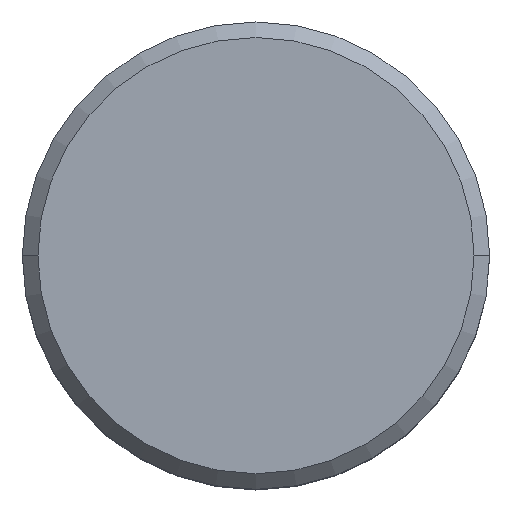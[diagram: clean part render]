
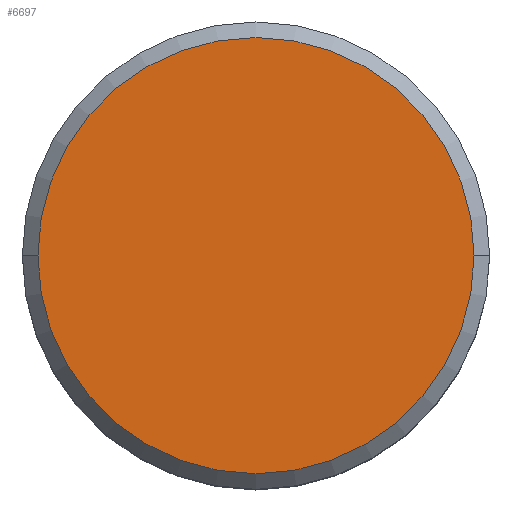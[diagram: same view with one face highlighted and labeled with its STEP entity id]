
A CAD part, top view. The second image highlights one B-rep face of the part: STEP entity #6697.
In plain terms, the highlighted planar face has unit normal (0, 0, 1).
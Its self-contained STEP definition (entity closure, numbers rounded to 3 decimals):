
#279 = CARTESIAN_POINT ( 'NONE',  ( 0., 0., 18.5 ) ) ;
#310 = AXIS2_PLACEMENT_3D ( 'NONE', #486, #4486, #1732 ) ;
#486 = CARTESIAN_POINT ( 'NONE',  ( 0., 0., 18.5 ) ) ;
#544 = EDGE_CURVE ( 'NONE', #2791, #6801, #7176, .T. ) ;
#601 = CARTESIAN_POINT ( 'NONE',  ( 14., 0., 18.5 ) ) ;
#1112 = EDGE_LOOP ( 'NONE', ( #5789, #4171 ) ) ;
#1560 = AXIS2_PLACEMENT_3D ( 'NONE', #2777, #6148, #2009 ) ;
#1670 = FACE_OUTER_BOUND ( 'NONE', #1112, .T. ) ;
#1690 = EDGE_CURVE ( 'NONE', #6801, #2791, #6894, .T. ) ;
#1732 = DIRECTION ( 'NONE',  ( -1., 0., 0. ) ) ;
#2009 = DIRECTION ( 'NONE',  ( -1., 0., 0. ) ) ;
#2777 = CARTESIAN_POINT ( 'NONE',  ( 0., 0., 18.5 ) ) ;
#2791 = VERTEX_POINT ( 'NONE', #4135 ) ;
#4135 = CARTESIAN_POINT ( 'NONE',  ( -14., 0., 18.5 ) ) ;
#4171 = ORIENTED_EDGE ( 'NONE', *, *, #1690, .T. ) ;
#4388 = DIRECTION ( 'NONE',  ( -1., 0., 0. ) ) ;
#4486 = DIRECTION ( 'NONE',  ( 0., 0., -1. ) ) ;
#4730 = AXIS2_PLACEMENT_3D ( 'NONE', #279, #7037, #4388 ) ;
#5789 = ORIENTED_EDGE ( 'NONE', *, *, #544, .T. ) ;
#6148 = DIRECTION ( 'NONE',  ( 0., 0., 1. ) ) ;
#6697 = ADVANCED_FACE ( 'NONE', ( #1670 ), #7197, .F. ) ;
#6801 = VERTEX_POINT ( 'NONE', #601 ) ;
#6894 = CIRCLE ( 'NONE', #4730, 14. ) ;
#7037 = DIRECTION ( 'NONE',  ( 0., 0., 1. ) ) ;
#7176 = CIRCLE ( 'NONE', #1560, 14. ) ;
#7197 = PLANE ( 'NONE',  #310 ) ;
